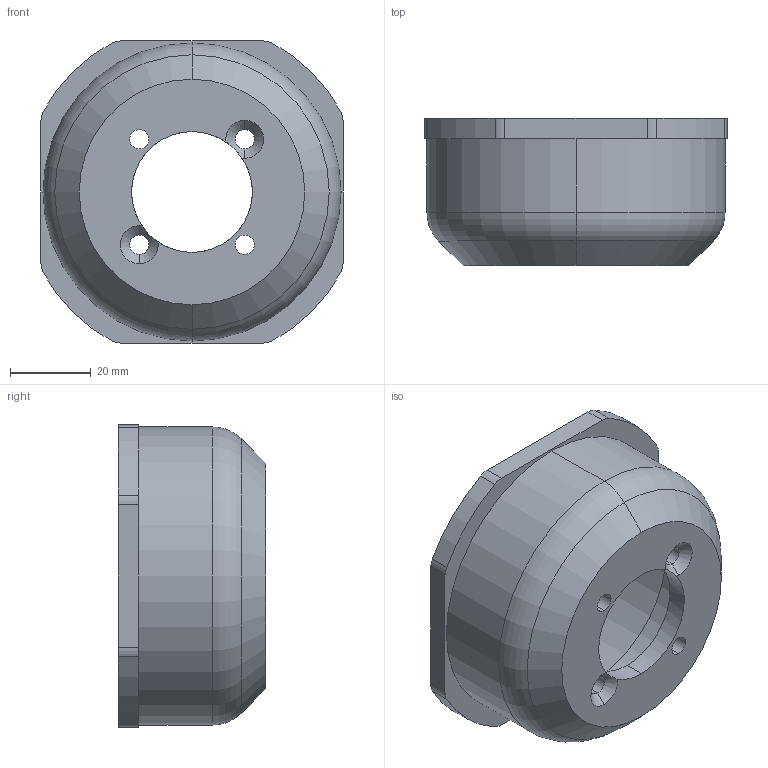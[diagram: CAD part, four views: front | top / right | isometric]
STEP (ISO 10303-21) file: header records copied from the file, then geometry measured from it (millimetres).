
FILE_DESCRIPTION (( 'STEP AP203' ), '1' );
FILE_NAME ('V2_ASV-1.4-USI_012-A-SUPPORTCAPTEUR.STEP', '2024-09-10T08:52:01', ( '' ), ( '' ), 'SwSTEP 2.0', 'SolidWorks 2016', '' );
FILE_SCHEMA (( 'CONFIG_CONTROL_DESIGN' ));
Length unit declared in the file: millimetre
Products named in the file (1): V2_ASV-1.4-USI_012-A-SUPPORTCAPTEUR
Bounding box: 75 x 36.5 x 75 mm (x, y, z)
Volume: 58743.9 mm3; surface area: 21889 mm2
Topology: 1 solids, 1 shells, 47 faces, 122 edges, 78 vertices
Faces by surface type: cylinder 28, plane 9, cone 8, torus 2
Entity records: 1587 total; most frequent: DIRECTION 288, CARTESIAN_POINT 274, ORIENTED_EDGE 244, EDGE_CURVE 122, AXIS2_PLACEMENT_3D 120, VERTEX_POINT 78, CIRCLE 72, EDGE_LOOP 58
